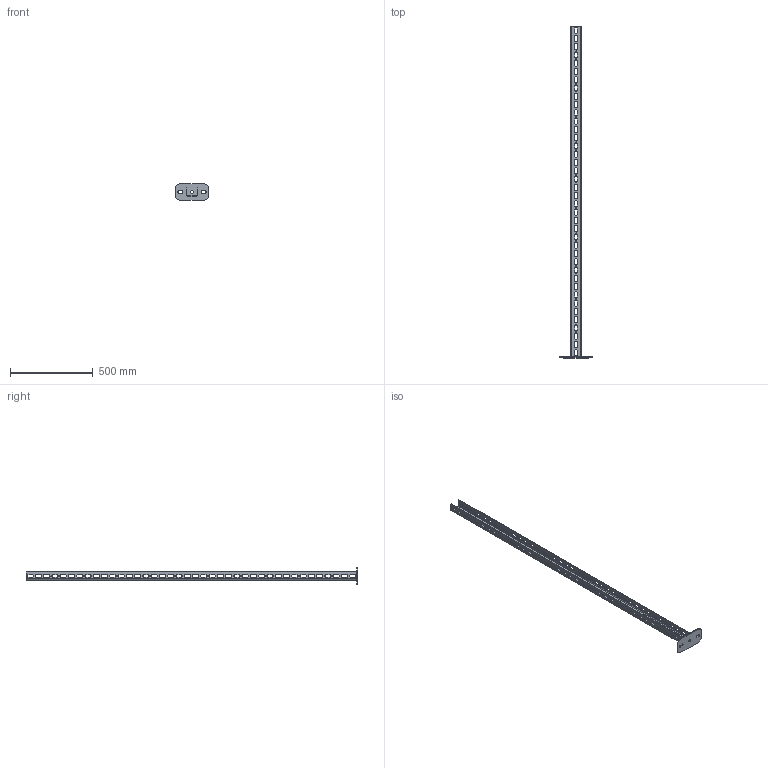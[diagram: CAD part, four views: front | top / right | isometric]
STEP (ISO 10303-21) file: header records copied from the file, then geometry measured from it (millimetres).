
FILE_DESCRIPTION((''),'2;1');
FILE_NAME('6339298','2012-07-23T',('AndreasKeweloh'),(''),'PRO/ENGINEER BY PARAMETRIC TECHNOLOGY CORPORATION, 2012130','PRO/ENGINEER BY PARAMETRIC TECHNOLOGY CORPORATION, 2012130','');
FILE_SCHEMA(('CONFIG_CONTROL_DESIGN'));
Length unit declared in the file: millimetre
Products named in the file (1): 6339298
Bounding box: 200 x 2006.5 x 100 mm (x, y, z)
Volume: 1125067.2 mm3; surface area: 606687.3 mm2
Topology: 1 solids, 1 shells, 515 faces, 1536 edges, 1024 vertices
Faces by surface type: plane 265, cylinder 250
Entity records: 17960 total; most frequent: CARTESIAN_POINT 3075, ORIENTED_EDGE 3072, DIRECTION 3066, EDGE_CURVE 1536, VECTOR 1036, LINE 1036, VERTEX_POINT 1024, AXIS2_PLACEMENT_3D 1015
